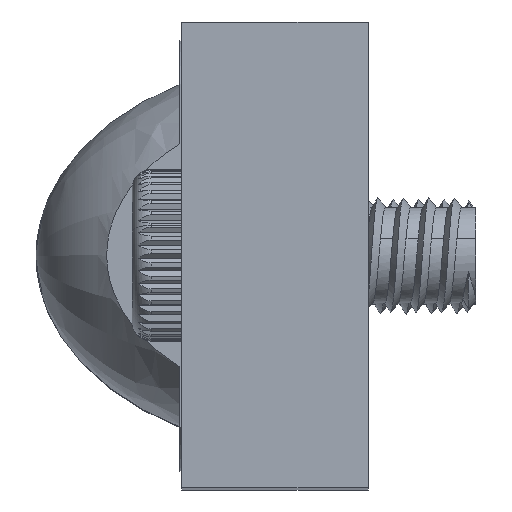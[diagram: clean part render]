
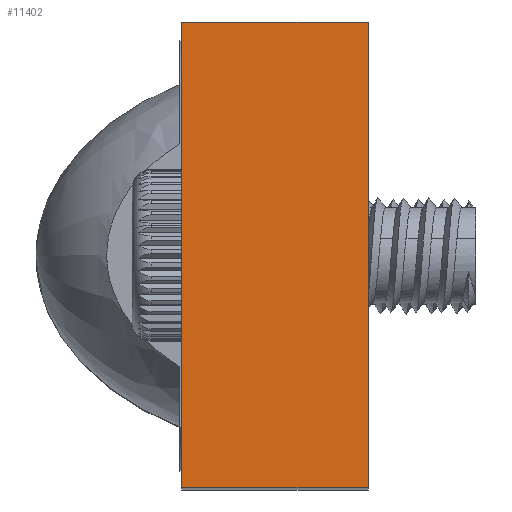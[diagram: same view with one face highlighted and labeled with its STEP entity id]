
A CAD part, top view. The second image highlights one B-rep face of the part: STEP entity #11402.
In plain terms, the highlighted planar face has unit normal (0, 0, 1).
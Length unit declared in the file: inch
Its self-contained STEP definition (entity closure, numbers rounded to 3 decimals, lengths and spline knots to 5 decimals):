
#263 = CARTESIAN_POINT ( 'NONE',  ( 0.72624, 0.81405, 1.50016 ) ) ;
#604 = VECTOR ( 'NONE', #13161, 39.37008 ) ;
#821 = EDGE_CURVE ( 'NONE', #9825, #1824, #13274, .T. ) ;
#1480 = ORIENTED_EDGE ( 'NONE', *, *, #8715, .F. ) ;
#1824 = VERTEX_POINT ( 'NONE', #10722 ) ;
#2023 = CARTESIAN_POINT ( 'NONE',  ( 0.72624, 0.33374, 1.50016 ) ) ;
#2162 = DIRECTION ( 'NONE',  ( -1., 0., 0. ) ) ;
#2789 = FACE_OUTER_BOUND ( 'NONE', #3200, .T. ) ;
#2975 = CARTESIAN_POINT ( 'NONE',  ( 0.53372, 0.81405, 1.50016 ) ) ;
#3195 = AXIS2_PLACEMENT_3D ( 'NONE', #10584, #7253, #14050 ) ;
#3200 = EDGE_LOOP ( 'NONE', ( #3560, #1480, #12150, #8987 ) ) ;
#3241 = CARTESIAN_POINT ( 'NONE',  ( 0.72624, 0.81405, 1.50016 ) ) ;
#3442 = DIRECTION ( 'NONE',  ( 0., -1., 0. ) ) ;
#3560 = ORIENTED_EDGE ( 'NONE', *, *, #5060, .T. ) ;
#3844 = EDGE_CURVE ( 'NONE', #9825, #8876, #6959, .T. ) ;
#5060 = EDGE_CURVE ( 'NONE', #8876, #6608, #13083, .T. ) ;
#6112 = VECTOR ( 'NONE', #3442, 39.37008 ) ;
#6608 = VERTEX_POINT ( 'NONE', #9544 ) ;
#6959 = LINE ( 'NONE', #7893, #9240 ) ;
#7193 = PLANE ( 'NONE',  #3195 ) ;
#7253 = DIRECTION ( 'NONE',  ( 0., 0., -1. ) ) ;
#7893 = CARTESIAN_POINT ( 'NONE',  ( 0.72624, 0.81405, 1.50016 ) ) ;
#8606 = LINE ( 'NONE', #2023, #12856 ) ;
#8715 = EDGE_CURVE ( 'NONE', #1824, #6608, #8606, .T. ) ;
#8876 = VERTEX_POINT ( 'NONE', #11273 ) ;
#8987 = ORIENTED_EDGE ( 'NONE', *, *, #3844, .T. ) ;
#9240 = VECTOR ( 'NONE', #13401, 39.37008 ) ;
#9544 = CARTESIAN_POINT ( 'NONE',  ( 0.53372, 0.33374, 1.50016 ) ) ;
#9825 = VERTEX_POINT ( 'NONE', #3241 ) ;
#10584 = CARTESIAN_POINT ( 'NONE',  ( 0.72624, 0.81405, 1.50016 ) ) ;
#10722 = CARTESIAN_POINT ( 'NONE',  ( 0.72624, 0.33374, 1.50016 ) ) ;
#11273 = CARTESIAN_POINT ( 'NONE',  ( 0.53372, 0.81405, 1.50016 ) ) ;
#11402 = ADVANCED_FACE ( 'NONE', ( #2789 ), #7193, .F. ) ;
#12150 = ORIENTED_EDGE ( 'NONE', *, *, #821, .F. ) ;
#12856 = VECTOR ( 'NONE', #2162, 39.37008 ) ;
#13083 = LINE ( 'NONE', #2975, #604 ) ;
#13161 = DIRECTION ( 'NONE',  ( 0., -1., 0. ) ) ;
#13274 = LINE ( 'NONE', #263, #6112 ) ;
#13401 = DIRECTION ( 'NONE',  ( -1., 0., 0. ) ) ;
#14050 = DIRECTION ( 'NONE',  ( -1., 0., 0. ) ) ;
